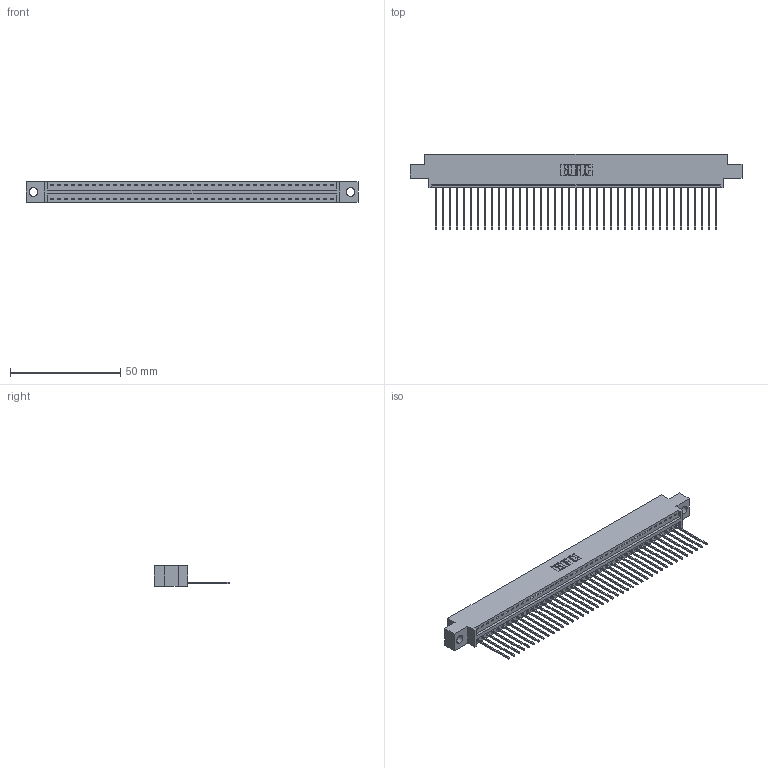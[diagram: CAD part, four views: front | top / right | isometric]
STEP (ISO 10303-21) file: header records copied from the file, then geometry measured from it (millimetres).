
FILE_DESCRIPTION (( 'STEP AP203' ), '1' );
FILE_NAME ('346-041-541-604.STEP', '2022-05-09T13:34:11', ( '' ), ( '' ), 'SwSTEP 2.0', 'SolidWorks 2020', '' );
FILE_SCHEMA (( 'CONFIG_CONTROL_DESIGN' ));
Length unit declared in the file: inch
Products named in the file (3): 346-041-541-604; 345-292-001_345-293-141; 346 Part_0.170 Offset - 0.156 Dia-TH
Assembly tree (42 placements, depth 2):
  346-041-541-604
    346 Part_0.170 Offset - 0.156 Dia-TH
    345-292-001_345-293-141  x41
Bounding box: 150.75 x 34.29 x 9.4 mm (x, y, z)
Volume: 14297.9 mm3; surface area: 18665.5 mm2
Topology: 42 solids, 42 shells, 2518 faces, 7593 edges, 5006 vertices
Faces by surface type: plane 1734, cylinder 784
Entity records: 26149 total; most frequent: CARTESIAN_POINT 4493, ORIENTED_EDGE 4466, DIRECTION 3963, EDGE_CURVE 2233, VECTOR 1937, LINE 1937, VERTEX_POINT 1486, AXIS2_PLACEMENT_3D 1013
